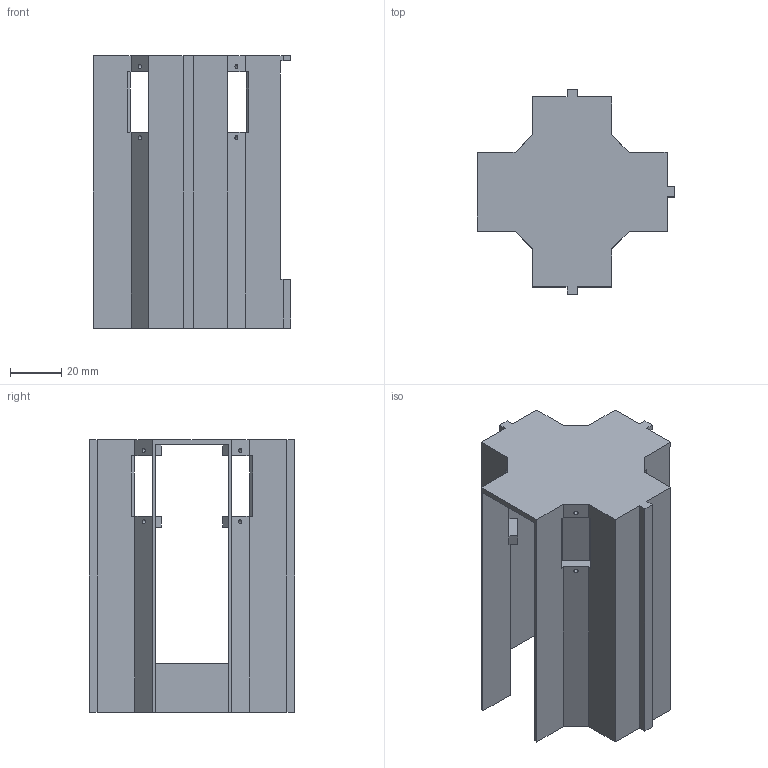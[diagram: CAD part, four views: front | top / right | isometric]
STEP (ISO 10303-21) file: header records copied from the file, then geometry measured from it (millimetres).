
FILE_DESCRIPTION(('STEP AP214'), '1');
FILE_NAME('Ëèíåéíàÿ ÷àñòü ïðèáîðíîãî îòñåêà', '', ('UNSPECIFIED'), ('UNSPECIFIED'), 'ASCON STEP Converter 1.6', 'ASCON Math Kernel', '');
FILE_SCHEMA(('AUTOMOTIVE_DESIGN { 1 0 10303 214 3 1 1}'));
Length unit declared in the file: millimetre
Products named in the file (1): Ëèíåéíàÿ ÷àñòü ïðèáîðíîãî îòñåêà
Bounding box: 76.9 x 79.9 x 106 mm (x, y, z)
Volume: 33061.2 mm3; surface area: 54489.1 mm2
Topology: 1 solids, 1 shells, 110 faces, 336 edges, 218 vertices
Faces by surface type: plane 102, cylinder 8
Full cylindrical faces by diameter (mm): 1.6 x8
Entity records: 4622 total; most frequent: CARTESIAN_POINT 658, ORIENTED_EDGE 656, DIRECTION 568, EDGE_CURVE 328, LINE 312, VECTOR 312, VERTEX_POINT 218, EDGE_LOOP 134
